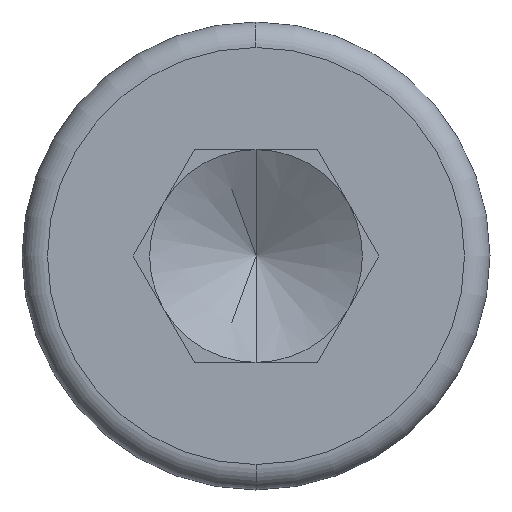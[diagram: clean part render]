
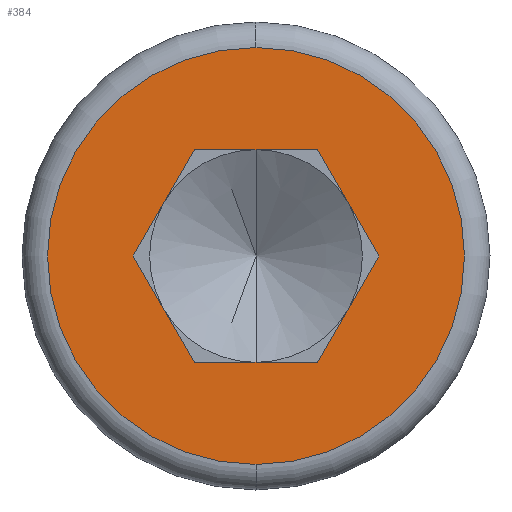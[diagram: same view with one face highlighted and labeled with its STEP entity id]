
A CAD part, left-side view. The second image highlights one B-rep face of the part: STEP entity #384.
In plain terms, the highlighted planar face has unit normal (-1, 0, 0).
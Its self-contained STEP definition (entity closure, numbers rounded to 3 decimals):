
#44 = CARTESIAN_POINT ( 'NONE',  ( 0., 0., 0. ) ) ;
#53 = CARTESIAN_POINT ( 'NONE',  ( 0., 0.722, 1.25 ) ) ;
#82 = VECTOR ( 'NONE', #619, 1000. ) ;
#87 = PLANE ( 'NONE',  #451 ) ;
#92 = ORIENTED_EDGE ( 'NONE', *, *, #334, .T. ) ;
#105 = CARTESIAN_POINT ( 'NONE',  ( 0., 1.443, 0. ) ) ;
#112 = CARTESIAN_POINT ( 'NONE',  ( 0., 0.722, 1.25 ) ) ;
#114 = VECTOR ( 'NONE', #686, 1000. ) ;
#115 = ORIENTED_EDGE ( 'NONE', *, *, #430, .T. ) ;
#117 = DIRECTION ( 'NONE',  ( 0., -0.5, -0.866 ) ) ;
#138 = AXIS2_PLACEMENT_3D ( 'NONE', #350, #626, #672 ) ;
#172 = ORIENTED_EDGE ( 'NONE', *, *, #531, .T. ) ;
#174 = CARTESIAN_POINT ( 'NONE',  ( 0., -0.722, -1.25 ) ) ;
#179 = VECTOR ( 'NONE', #272, 1000. ) ;
#187 = EDGE_CURVE ( 'NONE', #363, #547, #440, .T. ) ;
#206 = LINE ( 'NONE', #466, #767 ) ;
#212 = ORIENTED_EDGE ( 'NONE', *, *, #329, .T. ) ;
#216 = ORIENTED_EDGE ( 'NONE', *, *, #667, .T. ) ;
#228 = DIRECTION ( 'NONE',  ( 0., -0.5, 0.866 ) ) ;
#237 = FACE_OUTER_BOUND ( 'NONE', #544, .T. ) ;
#257 = DIRECTION ( 'NONE',  ( 0., 0., -1. ) ) ;
#263 = LINE ( 'NONE', #654, #179 ) ;
#272 = DIRECTION ( 'NONE',  ( 0., 0.5, 0.866 ) ) ;
#283 = VERTEX_POINT ( 'NONE', #663 ) ;
#328 = CARTESIAN_POINT ( 'NONE',  ( 0., 0.722, -1.25 ) ) ;
#329 = EDGE_CURVE ( 'NONE', #815, #353, #263, .T. ) ;
#334 = EDGE_CURVE ( 'NONE', #547, #498, #206, .T. ) ;
#348 = ORIENTED_EDGE ( 'NONE', *, *, #566, .T. ) ;
#350 = CARTESIAN_POINT ( 'NONE',  ( 0., 0., 0. ) ) ;
#353 = VERTEX_POINT ( 'NONE', #105 ) ;
#363 = VERTEX_POINT ( 'NONE', #666 ) ;
#378 = CIRCLE ( 'NONE', #753, 2.45 ) ;
#384 = ADVANCED_FACE ( 'NONE', ( #237, #821 ), #87, .F. ) ;
#414 = LINE ( 'NONE', #112, #82 ) ;
#420 = ORIENTED_EDGE ( 'NONE', *, *, #517, .T. ) ;
#422 = VECTOR ( 'NONE', #117, 1000. ) ;
#430 = EDGE_CURVE ( 'NONE', #353, #643, #816, .T. ) ;
#440 = LINE ( 'NONE', #635, #422 ) ;
#447 = DIRECTION ( 'NONE',  ( -1., 0., 0. ) ) ;
#451 = AXIS2_PLACEMENT_3D ( 'NONE', #44, #617, #549 ) ;
#456 = CARTESIAN_POINT ( 'NONE',  ( 0., 0., 0. ) ) ;
#466 = CARTESIAN_POINT ( 'NONE',  ( 0., -1.443, 0. ) ) ;
#494 = VECTOR ( 'NONE', #228, 1000. ) ;
#498 = VERTEX_POINT ( 'NONE', #174 ) ;
#517 = EDGE_CURVE ( 'NONE', #643, #363, #414, .T. ) ;
#531 = EDGE_CURVE ( 'NONE', #498, #815, #559, .T. ) ;
#544 = EDGE_LOOP ( 'NONE', ( #216, #348 ) ) ;
#546 = VERTEX_POINT ( 'NONE', #681 ) ;
#547 = VERTEX_POINT ( 'NONE', #814 ) ;
#549 = DIRECTION ( 'NONE',  ( 0., 0., -1. ) ) ;
#559 = LINE ( 'NONE', #820, #114 ) ;
#566 = EDGE_CURVE ( 'NONE', #546, #283, #695, .T. ) ;
#617 = DIRECTION ( 'NONE',  ( 1., 0., 0. ) ) ;
#619 = DIRECTION ( 'NONE',  ( 0., -1., 0. ) ) ;
#621 = CARTESIAN_POINT ( 'NONE',  ( 0., 1.443, 0. ) ) ;
#626 = DIRECTION ( 'NONE',  ( -1., 0., 0. ) ) ;
#635 = CARTESIAN_POINT ( 'NONE',  ( 0., -0.722, 1.25 ) ) ;
#643 = VERTEX_POINT ( 'NONE', #53 ) ;
#654 = CARTESIAN_POINT ( 'NONE',  ( 0., 0.722, -1.25 ) ) ;
#663 = CARTESIAN_POINT ( 'NONE',  ( 0., 0., -2.45 ) ) ;
#666 = CARTESIAN_POINT ( 'NONE',  ( 0., -0.722, 1.25 ) ) ;
#667 = EDGE_CURVE ( 'NONE', #283, #546, #378, .T. ) ;
#672 = DIRECTION ( 'NONE',  ( 0., 0., -1. ) ) ;
#681 = CARTESIAN_POINT ( 'NONE',  ( 0., 0., 2.45 ) ) ;
#686 = DIRECTION ( 'NONE',  ( 0., 1., 0. ) ) ;
#693 = ORIENTED_EDGE ( 'NONE', *, *, #187, .T. ) ;
#695 = CIRCLE ( 'NONE', #138, 2.45 ) ;
#735 = EDGE_LOOP ( 'NONE', ( #212, #115, #420, #693, #92, #172 ) ) ;
#753 = AXIS2_PLACEMENT_3D ( 'NONE', #456, #447, #257 ) ;
#767 = VECTOR ( 'NONE', #827, 1000. ) ;
#814 = CARTESIAN_POINT ( 'NONE',  ( 0., -1.443, 0. ) ) ;
#815 = VERTEX_POINT ( 'NONE', #328 ) ;
#816 = LINE ( 'NONE', #621, #494 ) ;
#820 = CARTESIAN_POINT ( 'NONE',  ( 0., -0.722, -1.25 ) ) ;
#821 = FACE_BOUND ( 'NONE', #735, .T. ) ;
#827 = DIRECTION ( 'NONE',  ( 0., 0.5, -0.866 ) ) ;
